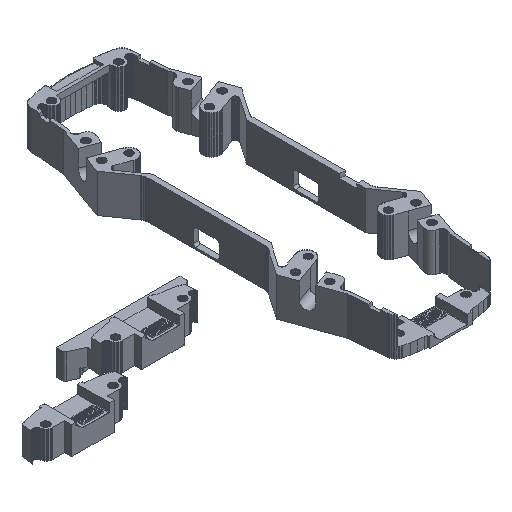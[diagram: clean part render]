
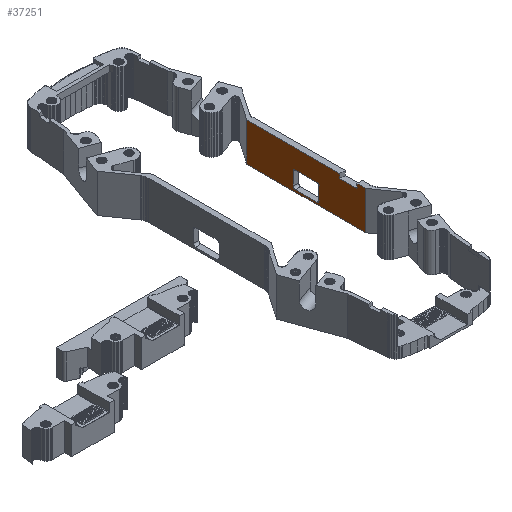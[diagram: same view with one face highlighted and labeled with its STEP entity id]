
A CAD part, isometric view. The second image highlights one B-rep face of the part: STEP entity #37251.
In plain terms, the highlighted planar face has unit normal (-1, 0, 0).
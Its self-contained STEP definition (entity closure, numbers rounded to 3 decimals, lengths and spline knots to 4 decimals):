
#521=CIRCLE('',#38205,0.1);
#522=CIRCLE('',#38208,0.1);
#527=CIRCLE('',#38221,0.1);
#528=CIRCLE('',#38224,0.1);
#638=FACE_BOUND('',#3712,.T.);
#1825=FACE_OUTER_BOUND('',#3711,.T.);
#3711=EDGE_LOOP('',(#31001,#31002,#31003,#31004,#31005,#31006,#31007,#31008));
#3712=EDGE_LOOP('',(#31009,#31010,#31011,#31012,#31013,#31014,#31015,#31016));
#5134=LINE('',#50863,#10166);
#5136=LINE('',#50869,#10168);
#5139=LINE('',#50874,#10171);
#5150=LINE('',#50904,#10182);
#5263=LINE('',#51132,#10295);
#5266=LINE('',#51140,#10298);
#5269=LINE('',#51145,#10301);
#5283=LINE('',#51185,#10315);
#6074=LINE('',#52835,#11106);
#7088=LINE('',#54866,#12120);
#8237=LINE('',#57814,#13269);
#8238=LINE('',#57815,#13270);
#10166=VECTOR('',#41128,1.);
#10168=VECTOR('',#41132,1.);
#10171=VECTOR('',#41137,1.);
#10182=VECTOR('',#41160,1.);
#10295=VECTOR('',#41279,1.);
#10298=VECTOR('',#41288,1.);
#10301=VECTOR('',#41293,1.);
#10315=VECTOR('',#41331,1.);
#11106=VECTOR('',#42292,1.);
#12120=VECTOR('',#43360,1.);
#13269=VECTOR('',#46067,1.);
#13270=VECTOR('',#46068,1.);
#15012=VERTEX_POINT('',#50857);
#15014=VERTEX_POINT('',#50861);
#15015=VERTEX_POINT('',#50865);
#15017=VERTEX_POINT('',#50868);
#15031=VERTEX_POINT('',#50903);
#15141=VERTEX_POINT('',#51125);
#15142=VERTEX_POINT('',#51126);
#15143=VERTEX_POINT('',#51131);
#15144=VERTEX_POINT('',#51135);
#15145=VERTEX_POINT('',#51139);
#15146=VERTEX_POINT('',#51143);
#15159=VERTEX_POINT('',#51180);
#15160=VERTEX_POINT('',#51184);
#15909=VERTEX_POINT('',#52832);
#15910=VERTEX_POINT('',#52834);
#16900=VERTEX_POINT('',#54864);
#18907=EDGE_CURVE('',#15012,#15014,#5134,.T.);
#18909=EDGE_CURVE('',#15017,#15015,#5136,.T.);
#18912=EDGE_CURVE('',#15014,#15017,#5139,.T.);
#18927=EDGE_CURVE('',#15012,#15031,#5150,.T.);
#19038=EDGE_CURVE('',#15141,#15142,#521,.T.);
#19041=EDGE_CURVE('',#15143,#15142,#5263,.T.);
#19043=EDGE_CURVE('',#15143,#15144,#522,.T.);
#19045=EDGE_CURVE('',#15145,#15144,#5266,.T.);
#19048=EDGE_CURVE('',#15141,#15146,#5269,.T.);
#19065=EDGE_CURVE('',#15145,#15159,#527,.T.);
#19067=EDGE_CURVE('',#15160,#15159,#5283,.T.);
#19069=EDGE_CURVE('',#15160,#15146,#528,.T.);
#19882=EDGE_CURVE('',#15909,#15910,#6074,.F.);
#20902=EDGE_CURVE('',#16900,#15015,#7088,.T.);
#22151=EDGE_CURVE('',#15910,#16900,#8237,.F.);
#22152=EDGE_CURVE('',#15909,#15031,#8238,.T.);
#31001=ORIENTED_EDGE('',*,*,#18909,.T.);
#31002=ORIENTED_EDGE('',*,*,#20902,.F.);
#31003=ORIENTED_EDGE('',*,*,#22151,.F.);
#31004=ORIENTED_EDGE('',*,*,#19882,.F.);
#31005=ORIENTED_EDGE('',*,*,#22152,.T.);
#31006=ORIENTED_EDGE('',*,*,#18927,.F.);
#31007=ORIENTED_EDGE('',*,*,#18907,.T.);
#31008=ORIENTED_EDGE('',*,*,#18912,.T.);
#31009=ORIENTED_EDGE('',*,*,#19048,.T.);
#31010=ORIENTED_EDGE('',*,*,#19069,.F.);
#31011=ORIENTED_EDGE('',*,*,#19067,.T.);
#31012=ORIENTED_EDGE('',*,*,#19065,.F.);
#31013=ORIENTED_EDGE('',*,*,#19045,.T.);
#31014=ORIENTED_EDGE('',*,*,#19043,.F.);
#31015=ORIENTED_EDGE('',*,*,#19041,.T.);
#31016=ORIENTED_EDGE('',*,*,#19038,.F.);
#35459=PLANE('',#39113);
#37251=ADVANCED_FACE('',(#1825,#638),#35459,.T.);
#38205=AXIS2_PLACEMENT_3D('',#51127,#41273,#41274);
#38208=AXIS2_PLACEMENT_3D('',#51136,#41283,#41284);
#38221=AXIS2_PLACEMENT_3D('',#51181,#41326,#41327);
#38224=AXIS2_PLACEMENT_3D('',#51188,#41335,#41336);
#39113=AXIS2_PLACEMENT_3D('',#57813,#46065,#46066);
#41128=DIRECTION('',(0.,0.,-1.));
#41132=DIRECTION('',(0.,0.,1.));
#41137=DIRECTION('',(0.,1.,0.));
#41160=DIRECTION('',(0.,-1.,0.));
#41273=DIRECTION('center_axis',(-1.,0.,0.));
#41274=DIRECTION('ref_axis',(0.,0.707,-0.707));
#41279=DIRECTION('',(0.,1.,0.));
#41283=DIRECTION('center_axis',(-1.,0.,0.));
#41284=DIRECTION('ref_axis',(0.,-0.707,-0.707));
#41288=DIRECTION('',(0.,0.,-1.));
#41293=DIRECTION('',(0.,0.,1.));
#41326=DIRECTION('center_axis',(-1.,0.,0.));
#41327=DIRECTION('ref_axis',(0.,-0.707,0.707));
#41331=DIRECTION('',(0.,-1.,0.));
#41335=DIRECTION('center_axis',(-1.,0.,0.));
#41336=DIRECTION('ref_axis',(0.,0.707,0.707));
#42292=DIRECTION('',(0.,-1.,0.));
#43360=DIRECTION('',(0.,-1.,0.));
#46065=DIRECTION('center_axis',(-1.,0.,0.));
#46066=DIRECTION('ref_axis',(0.,-1.,0.));
#46067=DIRECTION('',(0.,0.,-1.));
#46068=DIRECTION('',(0.,0.,1.));
#50857=CARTESIAN_POINT('',(-3.7891,10.1134,3.8));
#50861=CARTESIAN_POINT('',(-3.7891,10.1134,3.6));
#50863=CARTESIAN_POINT('',(-3.7891,10.1134,1.9));
#50865=CARTESIAN_POINT('',(-3.7891,10.9134,3.8));
#50868=CARTESIAN_POINT('',(-3.7891,10.9134,3.6));
#50869=CARTESIAN_POINT('',(-3.7891,10.9134,1.9));
#50874=CARTESIAN_POINT('',(-3.7891,13.9647,3.6));
#50903=CARTESIAN_POINT('',(-3.7891,9.7134,3.8));
#50904=CARTESIAN_POINT('',(-3.7891,13.9647,3.8));
#51125=CARTESIAN_POINT('',(-3.7891,13.1,2.2));
#51126=CARTESIAN_POINT('',(-3.7891,13.,2.1));
#51127=CARTESIAN_POINT('Origin',(-3.7891,13.,2.2));
#51131=CARTESIAN_POINT('',(-3.7891,12.,2.1));
#51132=CARTESIAN_POINT('',(-3.7891,14.2147,2.1));
#51135=CARTESIAN_POINT('',(-3.7891,11.9,2.2));
#51136=CARTESIAN_POINT('Origin',(-3.7891,12.,2.2));
#51139=CARTESIAN_POINT('',(-3.7891,11.9,2.8));
#51140=CARTESIAN_POINT('',(-3.7891,11.9,1.15));
#51143=CARTESIAN_POINT('',(-3.7891,13.1,2.8));
#51145=CARTESIAN_POINT('',(-3.7891,13.1,1.3));
#51180=CARTESIAN_POINT('',(-3.7891,12.,2.9));
#51181=CARTESIAN_POINT('Origin',(-3.7891,12.,2.8));
#51184=CARTESIAN_POINT('',(-3.7891,13.,2.9));
#51185=CARTESIAN_POINT('',(-3.7891,13.7147,2.9));
#51188=CARTESIAN_POINT('Origin',(-3.7891,13.,2.8));
#52832=CARTESIAN_POINT('',(-3.7891,9.7134,2.));
#52834=CARTESIAN_POINT('',(-3.7891,15.2866,2.));
#52835=CARTESIAN_POINT('',(-3.7891,13.9647,2.));
#54864=CARTESIAN_POINT('',(-3.7891,15.2866,3.8));
#54866=CARTESIAN_POINT('',(-3.7891,13.9647,3.8));
#57813=CARTESIAN_POINT('Origin',(-3.7891,15.4294,0.));
#57814=CARTESIAN_POINT('',(-3.7891,15.2866,0.));
#57815=CARTESIAN_POINT('',(-3.7891,9.7134,0.));
